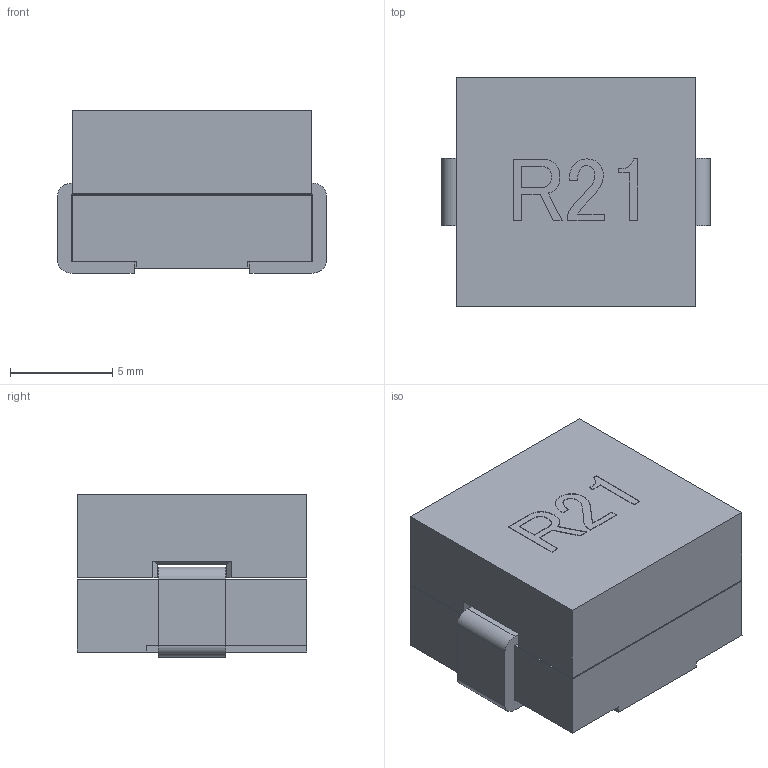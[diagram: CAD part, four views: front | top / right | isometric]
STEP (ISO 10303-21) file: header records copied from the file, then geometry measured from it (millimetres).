
FILE_DESCRIPTION( ('This file contains a STEP AP42 implementation' ,'as created by ZW3D STEP Interface translator.') ,'2;1' );
FILE_NAME( 'PB1308〖〖〖〖〖〖-〖〖〖.stp' ,'21 916. 95358', (''), ('ZWCAD Software Co.'), 'Version 1.0', 'ZW3D to STEP translator', '' );
FILE_SCHEMA( ('CONFIG_CONTROL_DESIGN') );
Length unit declared in the file: millimetre
Products named in the file (1): 0
Bounding box: 13.15 x 11.25 x 7.95 mm (x, y, z)
Volume: 1017.9 mm3; surface area: 1100.1 mm2
Topology: 3 solids, 3 shells, 102 faces, 272 edges, 180 vertices
Faces by surface type: bspline 102
Entity records: 3252 total; most frequent: CARTESIAN_POINT 1573, ORIENTED_EDGE 544, EDGE_CURVE 272, B_SPLINE_CURVE_WITH_KNOTS 254, VERTEX_POINT 180, EDGE_LOOP 106, FACE_OUTER_BOUND 102, ADVANCED_FACE 102
